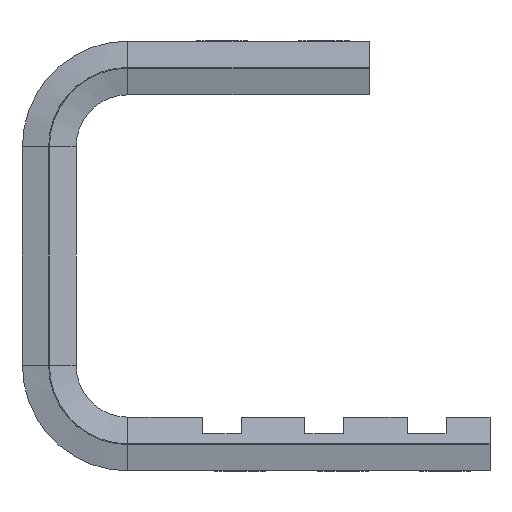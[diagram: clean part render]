
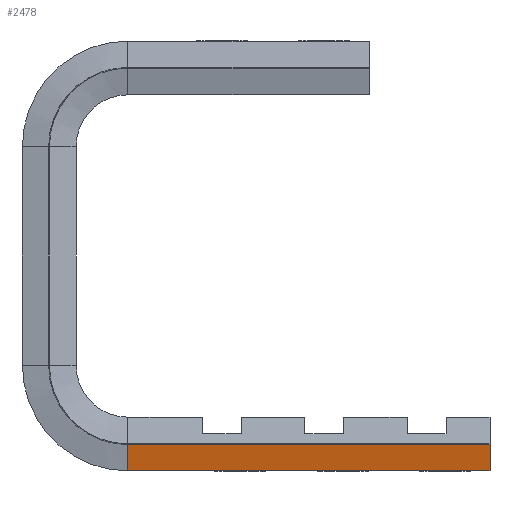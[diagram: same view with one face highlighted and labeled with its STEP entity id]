
A CAD part, left-side view. The second image highlights one B-rep face of the part: STEP entity #2478.
In plain terms, the highlighted planar face has unit normal (-0.982, 0, -0.191).
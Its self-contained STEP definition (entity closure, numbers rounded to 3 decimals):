
#102=FACE_OUTER_BOUND('',#234,.T.);
#234=EDGE_LOOP('',(#1871,#1872,#1873,#1874,#1875,#1876,#1877,#1878,#1879,
#1880,#1881,#1882,#1883,#1884,#1885,#1886));
#405=LINE('',#3569,#721);
#413=LINE('',#3586,#729);
#431=LINE('',#3620,#747);
#445=LINE('',#3649,#761);
#453=LINE('',#3666,#769);
#471=LINE('',#3700,#787);
#485=LINE('',#3729,#801);
#493=LINE('',#3746,#809);
#511=LINE('',#3780,#827);
#545=LINE('',#3843,#861);
#546=LINE('',#3845,#862);
#547=LINE('',#3847,#863);
#548=LINE('',#3849,#864);
#549=LINE('',#3851,#865);
#550=LINE('',#3852,#866);
#551=LINE('',#3853,#867);
#721=VECTOR('',#2856,1.);
#729=VECTOR('',#2866,1.);
#747=VECTOR('',#2892,1.);
#761=VECTOR('',#2912,1.);
#769=VECTOR('',#2922,1.);
#787=VECTOR('',#2948,1.);
#801=VECTOR('',#2968,1.);
#809=VECTOR('',#2978,1.);
#827=VECTOR('',#3004,1.);
#861=VECTOR('',#3060,1.);
#862=VECTOR('',#3061,1.);
#863=VECTOR('',#3062,1.);
#864=VECTOR('',#3063,1.);
#865=VECTOR('',#3064,1.);
#866=VECTOR('',#3065,1.);
#867=VECTOR('',#3066,1.);
#1051=VERTEX_POINT('',#3566);
#1052=VERTEX_POINT('',#3568);
#1059=VERTEX_POINT('',#3583);
#1060=VERTEX_POINT('',#3585);
#1083=VERTEX_POINT('',#3646);
#1084=VERTEX_POINT('',#3648);
#1091=VERTEX_POINT('',#3663);
#1092=VERTEX_POINT('',#3665);
#1115=VERTEX_POINT('',#3726);
#1116=VERTEX_POINT('',#3728);
#1123=VERTEX_POINT('',#3743);
#1124=VERTEX_POINT('',#3745);
#1155=VERTEX_POINT('',#3844);
#1156=VERTEX_POINT('',#3846);
#1157=VERTEX_POINT('',#3848);
#1158=VERTEX_POINT('',#3850);
#1299=EDGE_CURVE('',#1052,#1051,#405,.T.);
#1307=EDGE_CURVE('',#1060,#1059,#413,.T.);
#1325=EDGE_CURVE('',#1051,#1060,#431,.T.);
#1339=EDGE_CURVE('',#1084,#1083,#445,.T.);
#1347=EDGE_CURVE('',#1092,#1091,#453,.T.);
#1365=EDGE_CURVE('',#1083,#1092,#471,.T.);
#1379=EDGE_CURVE('',#1116,#1115,#485,.T.);
#1387=EDGE_CURVE('',#1124,#1123,#493,.T.);
#1405=EDGE_CURVE('',#1115,#1124,#511,.T.);
#1439=EDGE_CURVE('',#1059,#1084,#545,.T.);
#1440=EDGE_CURVE('',#1091,#1155,#546,.T.);
#1441=EDGE_CURVE('',#1156,#1155,#547,.T.);
#1442=EDGE_CURVE('',#1157,#1156,#548,.T.);
#1443=EDGE_CURVE('',#1158,#1157,#549,.T.);
#1444=EDGE_CURVE('',#1158,#1116,#550,.T.);
#1445=EDGE_CURVE('',#1123,#1052,#551,.T.);
#1871=ORIENTED_EDGE('',*,*,#1299,.T.);
#1872=ORIENTED_EDGE('',*,*,#1325,.T.);
#1873=ORIENTED_EDGE('',*,*,#1307,.T.);
#1874=ORIENTED_EDGE('',*,*,#1439,.T.);
#1875=ORIENTED_EDGE('',*,*,#1339,.T.);
#1876=ORIENTED_EDGE('',*,*,#1365,.T.);
#1877=ORIENTED_EDGE('',*,*,#1347,.T.);
#1878=ORIENTED_EDGE('',*,*,#1440,.T.);
#1879=ORIENTED_EDGE('',*,*,#1441,.F.);
#1880=ORIENTED_EDGE('',*,*,#1442,.F.);
#1881=ORIENTED_EDGE('',*,*,#1443,.F.);
#1882=ORIENTED_EDGE('',*,*,#1444,.T.);
#1883=ORIENTED_EDGE('',*,*,#1379,.T.);
#1884=ORIENTED_EDGE('',*,*,#1405,.T.);
#1885=ORIENTED_EDGE('',*,*,#1387,.T.);
#1886=ORIENTED_EDGE('',*,*,#1445,.T.);
#2378=PLANE('',#2653);
#2478=ADVANCED_FACE('',(#102),#2378,.T.);
#2653=AXIS2_PLACEMENT_3D('',#3842,#3058,#3059);
#2856=DIRECTION('',(0.191,0.,-0.982));
#2866=DIRECTION('',(-0.191,0.,0.982));
#2892=DIRECTION('',(0.,1.,0.));
#2912=DIRECTION('',(0.191,0.,-0.982));
#2922=DIRECTION('',(-0.191,0.,0.982));
#2948=DIRECTION('',(0.,1.,0.));
#2968=DIRECTION('',(0.191,0.,-0.982));
#2978=DIRECTION('',(-0.191,0.,0.982));
#3004=DIRECTION('',(0.,1.,0.));
#3058=DIRECTION('center_axis',(-0.982,0.,
-0.191));
#3059=DIRECTION('ref_axis',(-0.191,0.,0.982));
#3060=DIRECTION('',(0.,1.,0.));
#3061=DIRECTION('',(0.,1.,0.));
#3062=DIRECTION('',(-0.191,0.,0.982));
#3063=DIRECTION('',(0.,1.,0.));
#3064=DIRECTION('',(0.191,0.,-0.982));
#3065=DIRECTION('',(0.,1.,0.));
#3066=DIRECTION('',(0.,1.,0.));
#3566=CARTESIAN_POINT('',(265.015,64.236,-86.874));
#3568=CARTESIAN_POINT('',(263.727,64.236,-80.25));
#3569=CARTESIAN_POINT('',(266.363,64.236,-93.81));
#3583=CARTESIAN_POINT('',(263.727,83.236,-80.25));
#3585=CARTESIAN_POINT('',(265.015,83.236,-86.874));
#3586=CARTESIAN_POINT('',(267.718,83.236,-100.779));
#3620=CARTESIAN_POINT('',(265.015,33.236,-86.874));
#3646=CARTESIAN_POINT('',(265.015,114.236,-86.874));
#3648=CARTESIAN_POINT('',(263.727,114.236,-80.25));
#3649=CARTESIAN_POINT('',(266.363,114.236,-93.81));
#3663=CARTESIAN_POINT('',(263.727,133.236,-80.25));
#3665=CARTESIAN_POINT('',(265.015,133.236,-86.874));
#3666=CARTESIAN_POINT('',(267.718,133.236,-100.779));
#3700=CARTESIAN_POINT('',(265.015,58.236,-86.874));
#3726=CARTESIAN_POINT('',(265.015,14.236,-86.874));
#3728=CARTESIAN_POINT('',(263.727,14.236,-80.25));
#3729=CARTESIAN_POINT('',(266.363,14.236,-93.81));
#3743=CARTESIAN_POINT('',(263.727,33.236,-80.25));
#3745=CARTESIAN_POINT('',(265.015,33.236,-86.874));
#3746=CARTESIAN_POINT('',(267.718,33.236,-100.779));
#3780=CARTESIAN_POINT('',(265.015,8.236,-86.874));
#3842=CARTESIAN_POINT('Origin',(268.538,-7.264,-105.));
#3843=CARTESIAN_POINT('',(263.727,-7.264,-80.25));
#3844=CARTESIAN_POINT('',(263.727,169.736,-80.25));
#3845=CARTESIAN_POINT('',(263.727,-7.264,-80.25));
#3846=CARTESIAN_POINT('',(268.538,169.736,-105.));
#3847=CARTESIAN_POINT('',(263.727,169.736,-80.25));
#3848=CARTESIAN_POINT('',(268.538,-7.264,-105.));
#3849=CARTESIAN_POINT('',(268.538,-7.264,-105.));
#3850=CARTESIAN_POINT('',(263.727,-7.264,-80.25));
#3851=CARTESIAN_POINT('',(263.727,-7.264,-80.25));
#3852=CARTESIAN_POINT('',(263.727,-7.264,-80.25));
#3853=CARTESIAN_POINT('',(263.727,-7.264,-80.25));
